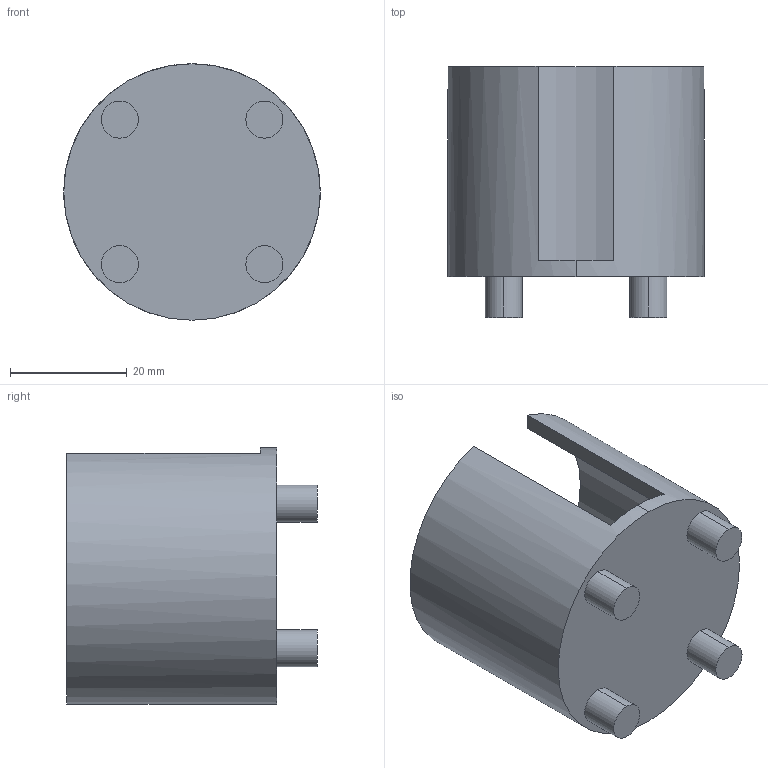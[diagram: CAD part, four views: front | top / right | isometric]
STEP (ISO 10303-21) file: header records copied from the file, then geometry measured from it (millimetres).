
FILE_DESCRIPTION (( 'STEP AP214' ), '1' );
FILE_NAME ('Encoder Holder Horizontal pend.STEP', '2025-05-02T03:52:26', ( '' ), ( '' ), 'SwSTEP 2.0', 'SolidWorks 2024', '' );
FILE_SCHEMA (( 'AUTOMOTIVE_DESIGN' ));
Length unit declared in the file: millimetre
Products named in the file (1): Encoder Holder Horizontal pend
Bounding box: 44 x 43 x 44 mm (x, y, z)
Volume: 15259 mm3; surface area: 11928 mm2
Topology: 1 solids, 1 shells, 20 faces, 42 edges, 28 vertices
Faces by surface type: cylinder 11, plane 9
Entity records: 573 total; most frequent: DIRECTION 108, CARTESIAN_POINT 91, ORIENTED_EDGE 84, AXIS2_PLACEMENT_3D 45, EDGE_CURVE 42, VERTEX_POINT 28, EDGE_LOOP 24, CIRCLE 24
